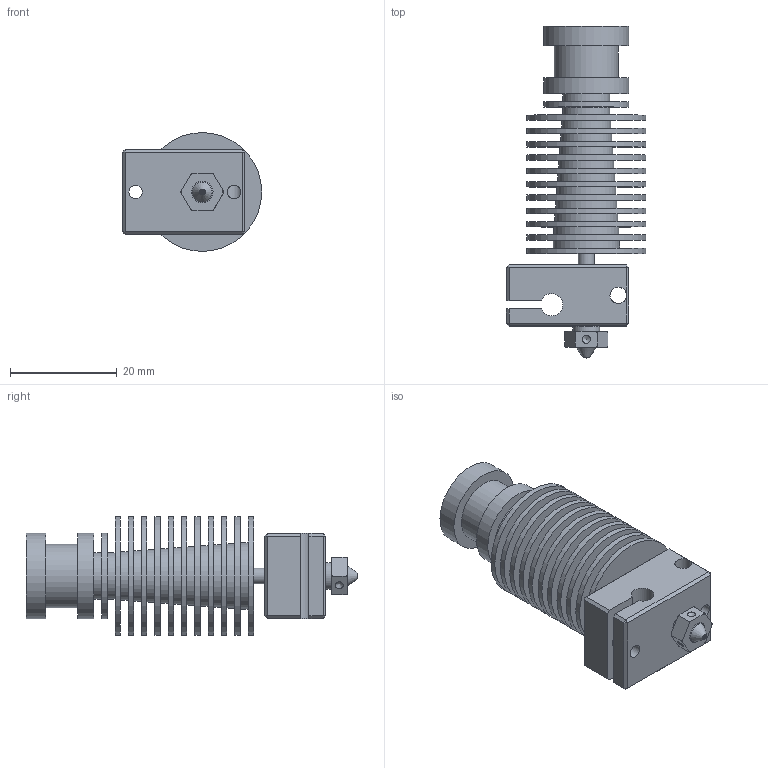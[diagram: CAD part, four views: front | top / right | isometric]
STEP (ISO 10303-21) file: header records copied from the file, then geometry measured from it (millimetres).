
FILE_DESCRIPTION(/* description */ (''),/* implementation_level */ '2;1');
FILE_NAME(/* name */ 'e3d_v6.step',/* time_stamp */ '2019-02-25T14:16:53-05:00',/* author */ ('jkflorek'),/* organization */ (''),/* preprocessor_version */ 'ST-DEVELOPER v17.2',/* originating_system */ 'Autodesk Translation Framework v7.6.0.251',/* authorisation */ '');
FILE_SCHEMA (('AUTOMOTIVE_DESIGN { 1 0 10303 214 3 1 1 }'));
Length unit declared in the file: millimetre
Products named in the file (5): V6-175-ASSM; V6-175-SINK; V6-175-BREAK; V6-BLOCK-CARTRIDGE-ALU; V6-NOZZLE-175-400
Assembly tree (4 placements, depth 2):
  V6-175-ASSM
    V6-175-SINK
    V6-175-BREAK
    V6-BLOCK-CARTRIDGE-ALU
    V6-NOZZLE-175-400
Bounding box: 26.15 x 62.3 x 22.3 mm (x, y, z)
Volume: 11265.6 mm3; surface area: 13463.6 mm2
Topology: 4 solids, 4 shells, 152 faces, 388 edges, 273 vertices
Faces by surface type: plane 74, cylinder 49, cone 15, torus 14
Full cylindrical faces by diameter (mm): 0.4 x1, 1.5 x3, 2 x2, 2.529 x3, 2.95 x1, 3.1 x1, 4.2 x2, 5 x1, 5.035 x1, 5.884 x2, 5.89 x1, 6.035 x1, 6.884 x1, 8 x1, 8.79 x2, 9.18 x1, 9.56 x1, 9.94 x1, 10.32 x1, 10.67 x1, 11.02 x1, 11.4 x1, 11.78 x1, 12 x1, 12.13 x1, 12.48 x1, 16 x3, 22.3 x11
Entity records: 5209 total; most frequent: CARTESIAN_POINT 1125, DIRECTION 893, ORIENTED_EDGE 770, EDGE_CURVE 385, AXIS2_PLACEMENT_3D 373, VERTEX_POINT 273, CIRCLE 210, EDGE_LOOP 200
